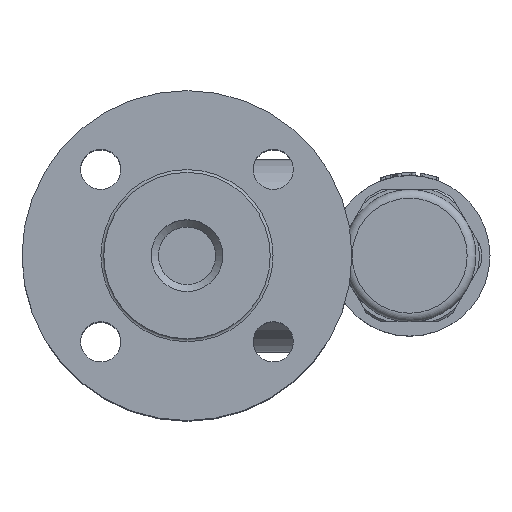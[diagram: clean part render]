
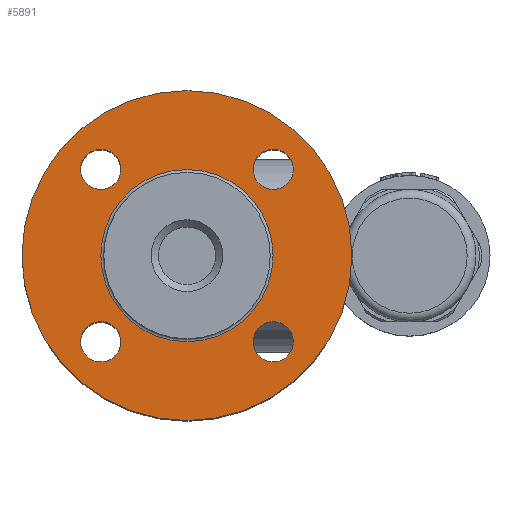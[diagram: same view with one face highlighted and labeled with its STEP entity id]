
A CAD part, top view. The second image highlights one B-rep face of the part: STEP entity #5891.
In plain terms, the highlighted planar face has unit normal (0, 0, 1).
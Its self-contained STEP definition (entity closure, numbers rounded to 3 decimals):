
#1073=FACE_BOUND('',#1646,.T.);
#1074=FACE_BOUND('',#1647,.T.);
#1075=FACE_BOUND('',#1648,.T.);
#1076=FACE_BOUND('',#1649,.T.);
#1077=FACE_BOUND('',#1650,.T.);
#1114=PLANE('',#6328);
#1265=FACE_OUTER_BOUND('',#1645,.T.);
#1645=EDGE_LOOP('',(#4084,#4085));
#1646=EDGE_LOOP('',(#4086,#4087));
#1647=EDGE_LOOP('',(#4088,#4089));
#1648=EDGE_LOOP('',(#4090,#4091));
#1649=EDGE_LOOP('',(#4092,#4093));
#1650=EDGE_LOOP('',(#4094,#4095));
#2075=CIRCLE('',#6323,30.);
#2079=CIRCLE('',#6327,30.);
#2080=CIRCLE('',#6329,57.5);
#2081=CIRCLE('',#6330,57.5);
#2082=CIRCLE('',#6331,7.);
#2083=CIRCLE('',#6332,7.);
#2084=CIRCLE('',#6333,7.);
#2085=CIRCLE('',#6334,7.);
#2086=CIRCLE('',#6335,7.);
#2087=CIRCLE('',#6336,7.);
#2088=CIRCLE('',#6337,7.);
#2089=CIRCLE('',#6338,7.);
#2476=VERTEX_POINT('',#8958);
#2477=VERTEX_POINT('',#8959);
#2480=VERTEX_POINT('',#8968);
#2481=VERTEX_POINT('',#8969);
#2482=VERTEX_POINT('',#8972);
#2483=VERTEX_POINT('',#8973);
#2484=VERTEX_POINT('',#8976);
#2485=VERTEX_POINT('',#8977);
#2486=VERTEX_POINT('',#8980);
#2487=VERTEX_POINT('',#8981);
#2488=VERTEX_POINT('',#8984);
#2489=VERTEX_POINT('',#8985);
#3089=EDGE_CURVE('',#2476,#2477,#2075,.T.);
#3093=EDGE_CURVE('',#2477,#2476,#2079,.T.);
#3094=EDGE_CURVE('',#2480,#2481,#2080,.T.);
#3095=EDGE_CURVE('',#2481,#2480,#2081,.T.);
#3096=EDGE_CURVE('',#2482,#2483,#2082,.T.);
#3097=EDGE_CURVE('',#2483,#2482,#2083,.T.);
#3098=EDGE_CURVE('',#2484,#2485,#2084,.T.);
#3099=EDGE_CURVE('',#2485,#2484,#2085,.T.);
#3100=EDGE_CURVE('',#2486,#2487,#2086,.T.);
#3101=EDGE_CURVE('',#2487,#2486,#2087,.T.);
#3102=EDGE_CURVE('',#2488,#2489,#2088,.T.);
#3103=EDGE_CURVE('',#2489,#2488,#2089,.T.);
#4084=ORIENTED_EDGE('',*,*,#3094,.T.);
#4085=ORIENTED_EDGE('',*,*,#3095,.T.);
#4086=ORIENTED_EDGE('',*,*,#3096,.T.);
#4087=ORIENTED_EDGE('',*,*,#3097,.T.);
#4088=ORIENTED_EDGE('',*,*,#3098,.T.);
#4089=ORIENTED_EDGE('',*,*,#3099,.T.);
#4090=ORIENTED_EDGE('',*,*,#3100,.T.);
#4091=ORIENTED_EDGE('',*,*,#3101,.T.);
#4092=ORIENTED_EDGE('',*,*,#3102,.T.);
#4093=ORIENTED_EDGE('',*,*,#3103,.T.);
#4094=ORIENTED_EDGE('',*,*,#3089,.F.);
#4095=ORIENTED_EDGE('',*,*,#3093,.F.);
#5891=ADVANCED_FACE('',(#1265,#1073,#1074,#1075,#1076,#1077),#1114,.T.);
#6323=AXIS2_PLACEMENT_3D('',#8960,#7146,#7147);
#6327=AXIS2_PLACEMENT_3D('',#8966,#7154,#7155);
#6328=AXIS2_PLACEMENT_3D('',#8967,#7156,#7157);
#6329=AXIS2_PLACEMENT_3D('',#8970,#7158,#7159);
#6330=AXIS2_PLACEMENT_3D('',#8971,#7160,#7161);
#6331=AXIS2_PLACEMENT_3D('',#8974,#7162,#7163);
#6332=AXIS2_PLACEMENT_3D('',#8975,#7164,#7165);
#6333=AXIS2_PLACEMENT_3D('',#8978,#7166,#7167);
#6334=AXIS2_PLACEMENT_3D('',#8979,#7168,#7169);
#6335=AXIS2_PLACEMENT_3D('',#8982,#7170,#7171);
#6336=AXIS2_PLACEMENT_3D('',#8983,#7172,#7173);
#6337=AXIS2_PLACEMENT_3D('',#8986,#7174,#7175);
#6338=AXIS2_PLACEMENT_3D('',#8987,#7176,#7177);
#7146=DIRECTION('center_axis',(0.,0.,1.));
#7147=DIRECTION('ref_axis',(-1.,0.,0.));
#7154=DIRECTION('center_axis',(0.,0.,1.));
#7155=DIRECTION('ref_axis',(-1.,0.,0.));
#7156=DIRECTION('center_axis',(0.,0.,1.));
#7157=DIRECTION('ref_axis',(1.,0.,0.));
#7158=DIRECTION('center_axis',(0.,0.,1.));
#7159=DIRECTION('ref_axis',(1.,0.,0.));
#7160=DIRECTION('center_axis',(0.,0.,1.));
#7161=DIRECTION('ref_axis',(1.,0.,0.));
#7162=DIRECTION('center_axis',(0.,0.,-1.));
#7163=DIRECTION('ref_axis',(1.,0.,0.));
#7164=DIRECTION('center_axis',(0.,0.,-1.));
#7165=DIRECTION('ref_axis',(1.,0.,0.));
#7166=DIRECTION('center_axis',(0.,0.,-1.));
#7167=DIRECTION('ref_axis',(0.,1.,0.));
#7168=DIRECTION('center_axis',(0.,0.,-1.));
#7169=DIRECTION('ref_axis',(0.,1.,0.));
#7170=DIRECTION('center_axis',(0.,0.,-1.));
#7171=DIRECTION('ref_axis',(-1.,0.,0.));
#7172=DIRECTION('center_axis',(0.,0.,-1.));
#7173=DIRECTION('ref_axis',(-1.,0.,0.));
#7174=DIRECTION('center_axis',(0.,0.,-1.));
#7175=DIRECTION('ref_axis',(0.,-1.,0.));
#7176=DIRECTION('center_axis',(0.,0.,-1.));
#7177=DIRECTION('ref_axis',(0.,-1.,0.));
#8958=CARTESIAN_POINT('',(30.,0.,80.));
#8959=CARTESIAN_POINT('',(-30.,0.,80.));
#8960=CARTESIAN_POINT('Origin',(0.,0.,80.));
#8966=CARTESIAN_POINT('Origin',(0.,0.,80.));
#8967=CARTESIAN_POINT('Origin',(43.25,0.,80.));
#8968=CARTESIAN_POINT('',(57.5,0.,80.));
#8969=CARTESIAN_POINT('',(-57.5,0.,80.));
#8970=CARTESIAN_POINT('Origin',(0.,0.,80.));
#8971=CARTESIAN_POINT('Origin',(0.,0.,80.));
#8972=CARTESIAN_POINT('',(37.052,30.052,80.));
#8973=CARTESIAN_POINT('',(23.052,30.052,80.));
#8974=CARTESIAN_POINT('Origin',(30.052,30.052,80.));
#8975=CARTESIAN_POINT('Origin',(30.052,30.052,80.));
#8976=CARTESIAN_POINT('',(-30.052,37.052,80.));
#8977=CARTESIAN_POINT('',(-30.052,23.052,80.));
#8978=CARTESIAN_POINT('Origin',(-30.052,30.052,80.));
#8979=CARTESIAN_POINT('Origin',(-30.052,30.052,80.));
#8980=CARTESIAN_POINT('',(-37.052,-30.052,80.));
#8981=CARTESIAN_POINT('',(-23.052,-30.052,80.));
#8982=CARTESIAN_POINT('Origin',(-30.052,-30.052,80.));
#8983=CARTESIAN_POINT('Origin',(-30.052,-30.052,80.));
#8984=CARTESIAN_POINT('',(30.052,-37.052,80.));
#8985=CARTESIAN_POINT('',(30.052,-23.052,80.));
#8986=CARTESIAN_POINT('Origin',(30.052,-30.052,80.));
#8987=CARTESIAN_POINT('Origin',(30.052,-30.052,80.));
